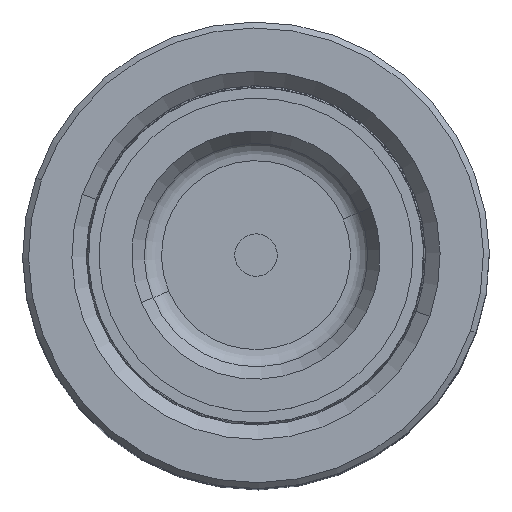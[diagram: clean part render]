
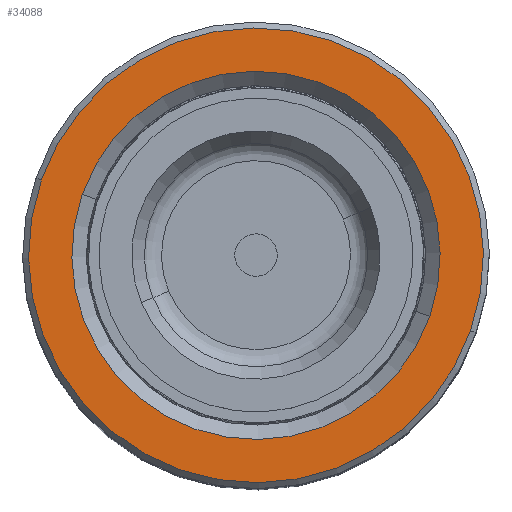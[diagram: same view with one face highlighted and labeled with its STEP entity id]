
A CAD part, top view. The second image highlights one B-rep face of the part: STEP entity #34088.
In plain terms, the highlighted planar face has unit normal (0, 0, 1).
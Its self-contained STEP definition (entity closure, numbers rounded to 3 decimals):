
#42 = EDGE_LOOP ( 'NONE', ( #23927, #14200 ) ) ;
#1272 = CIRCLE ( 'NONE', #33774, 21.7 ) ;
#1582 = EDGE_CURVE ( 'NONE', #18702, #52920, #39624, .T. ) ;
#2105 = CARTESIAN_POINT ( 'NONE',  ( 0., 0., 90. ) ) ;
#4832 = DIRECTION ( 'NONE',  ( 0., 0., 1. ) ) ;
#5091 = EDGE_CURVE ( 'NONE', #57148, #56939, #1272, .T. ) ;
#7535 = AXIS2_PLACEMENT_3D ( 'NONE', #28974, #46650, #34054 ) ;
#9718 = CARTESIAN_POINT ( 'NONE',  ( -26.8, 0., 90. ) ) ;
#10153 = CARTESIAN_POINT ( 'NONE',  ( -21.7, 0., 90. ) ) ;
#14200 = ORIENTED_EDGE ( 'NONE', *, *, #23781, .T. ) ;
#14241 = CARTESIAN_POINT ( 'NONE',  ( 0., 0., 90. ) ) ;
#15736 = AXIS2_PLACEMENT_3D ( 'NONE', #41315, #4832, #31749 ) ;
#15853 = DIRECTION ( 'NONE',  ( 1., 0., 0. ) ) ;
#17215 = ORIENTED_EDGE ( 'NONE', *, *, #17794, .T. ) ;
#17794 = EDGE_CURVE ( 'NONE', #56939, #57148, #38225, .T. ) ;
#18702 = VERTEX_POINT ( 'NONE', #9718 ) ;
#19442 = DIRECTION ( 'NONE',  ( 1., 0., 0. ) ) ;
#19828 = CIRCLE ( 'NONE', #7535, 26.8 ) ;
#21136 = AXIS2_PLACEMENT_3D ( 'NONE', #14241, #36400, #36097 ) ;
#21319 = CARTESIAN_POINT ( 'NONE',  ( 26.8, 0., 90. ) ) ;
#22930 = FACE_BOUND ( 'NONE', #56250, .T. ) ;
#23781 = EDGE_CURVE ( 'NONE', #52920, #18702, #19828, .T. ) ;
#23927 = ORIENTED_EDGE ( 'NONE', *, *, #1582, .T. ) ;
#24878 = AXIS2_PLACEMENT_3D ( 'NONE', #42185, #37964, #19442 ) ;
#28974 = CARTESIAN_POINT ( 'NONE',  ( 0., 0., 90. ) ) ;
#31749 = DIRECTION ( 'NONE',  ( 1., 0., 0. ) ) ;
#31922 = FACE_OUTER_BOUND ( 'NONE', #42, .T. ) ;
#33774 = AXIS2_PLACEMENT_3D ( 'NONE', #2105, #56870, #15853 ) ;
#34054 = DIRECTION ( 'NONE',  ( 1., 0., 0. ) ) ;
#34088 = ADVANCED_FACE ( 'NONE', ( #31922, #22930 ), #36988, .T. ) ;
#36097 = DIRECTION ( 'NONE',  ( 1., 0., 0. ) ) ;
#36400 = DIRECTION ( 'NONE',  ( 0., 0., 1. ) ) ;
#36988 = PLANE ( 'NONE',  #21136 ) ;
#37964 = DIRECTION ( 'NONE',  ( 0., 0., -1. ) ) ;
#38225 = CIRCLE ( 'NONE', #24878, 21.7 ) ;
#39624 = CIRCLE ( 'NONE', #15736, 26.8 ) ;
#41315 = CARTESIAN_POINT ( 'NONE',  ( 0., 0., 90. ) ) ;
#42185 = CARTESIAN_POINT ( 'NONE',  ( 0., 0., 90. ) ) ;
#44627 = ORIENTED_EDGE ( 'NONE', *, *, #5091, .T. ) ;
#46650 = DIRECTION ( 'NONE',  ( 0., 0., 1. ) ) ;
#52920 = VERTEX_POINT ( 'NONE', #21319 ) ;
#56250 = EDGE_LOOP ( 'NONE', ( #17215, #44627 ) ) ;
#56870 = DIRECTION ( 'NONE',  ( 0., 0., -1. ) ) ;
#56939 = VERTEX_POINT ( 'NONE', #57520 ) ;
#57148 = VERTEX_POINT ( 'NONE', #10153 ) ;
#57520 = CARTESIAN_POINT ( 'NONE',  ( 21.7, 0., 90. ) ) ;
